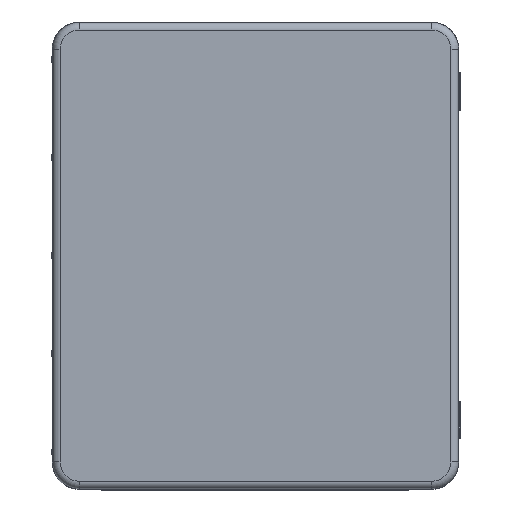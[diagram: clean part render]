
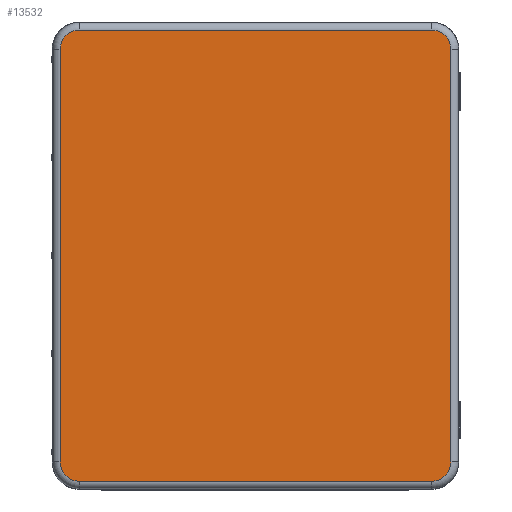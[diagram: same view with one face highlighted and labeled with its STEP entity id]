
A CAD part, top view. The second image highlights one B-rep face of the part: STEP entity #13532.
In plain terms, the highlighted planar face has unit normal (0, 0, 1).
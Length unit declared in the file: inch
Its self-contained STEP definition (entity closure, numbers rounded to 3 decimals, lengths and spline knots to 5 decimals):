
#1068=LINE($,#23926,#2091);
#1070=LINE($,#23946,#2093);
#1073=LINE($,#23953,#2096);
#1075=LINE($,#23968,#2098);
#2091=VECTOR($,#18285,11.663);
#2093=VECTOR($,#18309,13.66515);
#2096=VECTOR($,#18316,13.66515);
#2098=VECTOR($,#18336,11.663);
#2614=PLANE($,#14899);
#4040=FACE_OUTER_BOUND($,#5091,.T.);
#5091=EDGE_LOOP($,(#11878,#11879,#11880,#11881,#11882,#11883,#11884,#11885));
#5875=CIRCLE($,#14874,0.63807);
#5879=CIRCLE($,#14879,0.63807);
#5883=CIRCLE($,#14886,0.63807);
#5887=CIRCLE($,#14891,0.63807);
#7019=VERTEX_POINT($,#23923);
#7020=VERTEX_POINT($,#23925);
#7023=VERTEX_POINT($,#23932);
#7024=VERTEX_POINT($,#23937);
#7027=VERTEX_POINT($,#23944);
#7028=VERTEX_POINT($,#23949);
#7031=VERTEX_POINT($,#23956);
#7032=VERTEX_POINT($,#23961);
#8694=EDGE_CURVE($,#7019,#7020,#1068,.T.);
#8698=EDGE_CURVE($,#7023,#7019,#5875,.T.);
#8702=EDGE_CURVE($,#7020,#7024,#5879,.T.);
#8704=EDGE_CURVE($,#7027,#7023,#1070,.T.);
#8708=EDGE_CURVE($,#7024,#7028,#1073,.T.);
#8710=EDGE_CURVE($,#7031,#7027,#5883,.T.);
#8714=EDGE_CURVE($,#7028,#7032,#5887,.T.);
#8716=EDGE_CURVE($,#7032,#7031,#1075,.T.);
#11878=ORIENTED_EDGE($,*,*,#8694,.F.);
#11879=ORIENTED_EDGE($,*,*,#8698,.F.);
#11880=ORIENTED_EDGE($,*,*,#8704,.F.);
#11881=ORIENTED_EDGE($,*,*,#8710,.F.);
#11882=ORIENTED_EDGE($,*,*,#8716,.F.);
#11883=ORIENTED_EDGE($,*,*,#8714,.F.);
#11884=ORIENTED_EDGE($,*,*,#8708,.F.);
#11885=ORIENTED_EDGE($,*,*,#8702,.F.);
#13532=ADVANCED_FACE($,(#4040),#2614,.T.);
#14874=AXIS2_PLACEMENT_3D($,#23934,#18293,#18294);
#14879=AXIS2_PLACEMENT_3D($,#23941,#18303,#18304);
#14886=AXIS2_PLACEMENT_3D($,#23958,#18321,#18322);
#14891=AXIS2_PLACEMENT_3D($,#23965,#18331,#18332);
#14899=AXIS2_PLACEMENT_3D($,#23987,#18356,#18357);
#18285=DIRECTION($,(1.,0.,0.));
#18293=DIRECTION('center_axis',(0.,0.,-1.));
#18294=DIRECTION('ref_axis',(-0.707,0.707,0.));
#18303=DIRECTION('center_axis',(0.,0.,-1.));
#18304=DIRECTION('ref_axis',(0.707,0.707,0.));
#18309=DIRECTION($,(0.,1.,0.));
#18316=DIRECTION($,(0.,-1.,0.));
#18321=DIRECTION('center_axis',(0.,0.,-1.));
#18322=DIRECTION('ref_axis',(-0.707,-0.707,0.));
#18331=DIRECTION('center_axis',(0.,0.,-1.));
#18332=DIRECTION('ref_axis',(0.707,-0.707,0.));
#18336=DIRECTION($,(-1.,0.,0.));
#18356=DIRECTION('center_axis',(0.,0.,1.));
#18357=DIRECTION('ref_axis',(1.,0.,0.));
#23923=CARTESIAN_POINT('',(-5.8315,7.47064,0.76));
#23925=CARTESIAN_POINT('',(5.8315,7.47064,0.76));
#23926=CARTESIAN_POINT($,(-5.8315,7.47064,0.76));
#23932=CARTESIAN_POINT('',(-6.46957,6.83258,0.76));
#23934=CARTESIAN_POINT('Origin',(-5.8315,6.83258,0.76));
#23937=CARTESIAN_POINT('',(6.46957,6.83258,0.76));
#23941=CARTESIAN_POINT('Origin',(5.8315,6.83258,0.76));
#23944=CARTESIAN_POINT('',(-6.46957,-6.83258,0.76));
#23946=CARTESIAN_POINT($,(-6.46957,-6.83258,0.76));
#23949=CARTESIAN_POINT('',(6.46957,-6.83258,0.76));
#23953=CARTESIAN_POINT($,(6.46957,6.83258,0.76));
#23956=CARTESIAN_POINT('',(-5.8315,-7.47064,0.76));
#23958=CARTESIAN_POINT('Origin',(-5.8315,-6.83258,0.76));
#23961=CARTESIAN_POINT('',(5.8315,-7.47064,0.76));
#23965=CARTESIAN_POINT('Origin',(5.8315,-6.83258,0.76));
#23968=CARTESIAN_POINT($,(5.8315,-7.47064,0.76));
#23987=CARTESIAN_POINT('Origin',(0.,0.,0.76));
